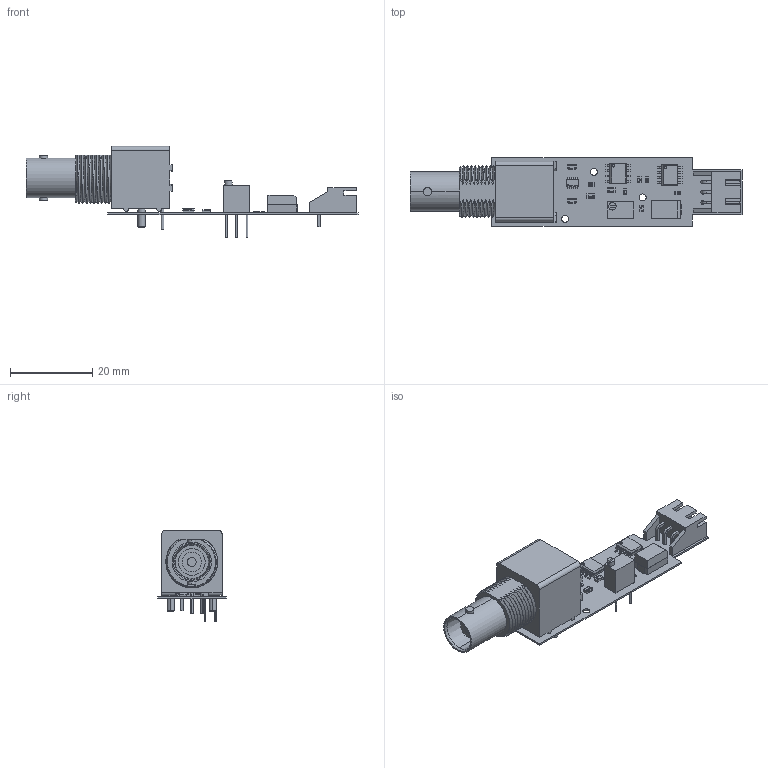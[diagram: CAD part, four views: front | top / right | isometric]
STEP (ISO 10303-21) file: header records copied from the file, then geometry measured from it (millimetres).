
FILE_DESCRIPTION(('Open CASCADE Model'),'2;1');
FILE_NAME('Open CASCADE Shape Model','2022-09-13T13:02:08',('Author'),( 'Open CASCADE'),'Open CASCADE STEP processor 6.8','Open CASCADE 6.8' ,'Unknown');
FILE_SCHEMA(('AUTOMOTIVE_DESIGN { 1 0 10303 214 1 1 1 1 }'));
Length unit declared in the file: millimetre
Products named in the file (31): PCB; Board; Open CASCADE STEP translator 6.8 1.1.1; J; 1-1337543-0_RGB8421504; C3; 6626404336; Body; FilletPin1; FilletPin2; C2; CAP-0805; C5; U3; CA3140AM_RGB8421504; U2; U1; LTC6992CS6-1#TRMPBF_RGB8421504; R7; 5563895616; R6; Resistor_SMD_0603; R5; R4; R3; R2; R1; J1; S3B-XH-A; C4; C1
Assembly tree (39 placements, depth 4):
  PCB
    Board
      Open CASCADE STEP translator 6.8 1.1.1
    J
      1-1337543-0_RGB8421504
    C3
      6626404336
        Body
        FilletPin1
        FilletPin2
    C2
      CAP-0805
    C5
      CAP-0805
    U3
      CA3140AM_RGB8421504
    U2
      CA3140AM_RGB8421504
    U1
      LTC6992CS6-1#TRMPBF_RGB8421504
    R7
      5563895616
    R6
      Resistor_SMD_0603
    R5
      Resistor_SMD_0603
    R4
      Resistor_SMD_0603
    R3
      Resistor_SMD_0603
    R2
      Resistor_SMD_0603
    R1
      Resistor_SMD_0603
    J1
      S3B-XH-A
    C4
      CAP-0805
    C1
      CAP-0805
Bounding box: 80.59 x 16.64 x 22.15 mm (x, y, z)
Volume: 5713.5 mm3; surface area: 5759.8 mm2
Topology: 49 solids, 49 shells, 1559 faces, 3804 edges, 2336 vertices
Faces by surface type: plane 685, bspline 400, cylinder 384, sphere 80, cone 10
Full cylindrical faces by diameter (mm): 0.89 x2, 0.9 x3, 1 x3, 1.7 x3, 2.01 x2
Entity records: 33327 total; most frequent: CARTESIAN_POINT 11372, ORIENTED_EDGE 3460, DIRECTION 3099, EDGE_CURVE 1730, LINE 1139, VECTOR 1139, VERTEX_POINT 1116, AXIS2_PLACEMENT_3D 980
